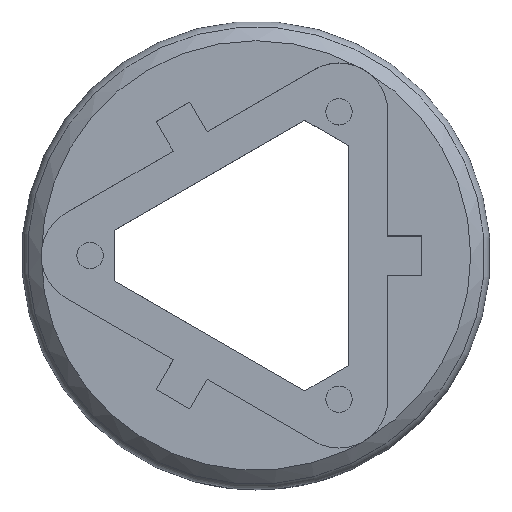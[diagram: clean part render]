
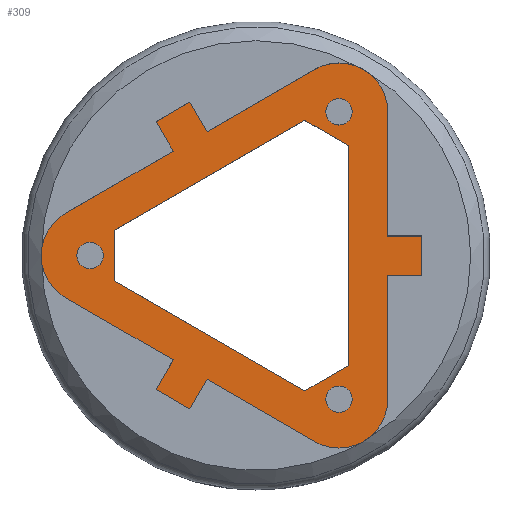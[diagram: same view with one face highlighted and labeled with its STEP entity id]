
A CAD part, top view. The second image highlights one B-rep face of the part: STEP entity #309.
In plain terms, the highlighted planar face has unit normal (0, 0, 1).
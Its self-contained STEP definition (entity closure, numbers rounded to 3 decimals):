
#309=ADVANCED_FACE('',(#1213,#1215,#1217,#1219,#1221),#1223,.F.);
#1213=FACE_BOUND('',#1214,.T.);
#1214=EDGE_LOOP('',(#1810,#1811,#1812,#1813,#1814,#1815,#1816,#1817,#1818,#1819,
#1820,#1821,#1822,#1823,#1824,#1825,#1826,#1827));
#1215=FACE_BOUND('',#1216,.T.);
#1216=EDGE_LOOP('',(#1828,#1829,#1830,#1831,#1832,#1833));
#1217=FACE_BOUND('',#1218,.T.);
#1218=EDGE_LOOP('',(#1834));
#1219=FACE_BOUND('',#1220,.T.);
#1220=EDGE_LOOP('',(#1835));
#1221=FACE_BOUND('',#1222,.T.);
#1222=EDGE_LOOP('',(#1836));
#1223=PLANE('',#1224);
#1224=AXIS2_PLACEMENT_3D('',#1225,#1226,#1227);
#1225=CARTESIAN_POINT('',(0.,0.,-4.));
#1226=DIRECTION('',(0.,0.,-1.));
#1227=DIRECTION('',(0.,1.,0.));
#1810=ORIENTED_EDGE('',*,*,#2123,.T.);
#1811=ORIENTED_EDGE('',*,*,#2124,.T.);
#1812=ORIENTED_EDGE('',*,*,#2125,.T.);
#1813=ORIENTED_EDGE('',*,*,#2126,.T.);
#1814=ORIENTED_EDGE('',*,*,#2127,.T.);
#1815=ORIENTED_EDGE('',*,*,#2128,.T.);
#1816=ORIENTED_EDGE('',*,*,#2129,.T.);
#1817=ORIENTED_EDGE('',*,*,#2130,.T.);
#1818=ORIENTED_EDGE('',*,*,#2131,.T.);
#1819=ORIENTED_EDGE('',*,*,#2132,.T.);
#1820=ORIENTED_EDGE('',*,*,#2133,.T.);
#1821=ORIENTED_EDGE('',*,*,#2134,.T.);
#1822=ORIENTED_EDGE('',*,*,#2135,.T.);
#1823=ORIENTED_EDGE('',*,*,#2136,.T.);
#1824=ORIENTED_EDGE('',*,*,#2137,.T.);
#1825=ORIENTED_EDGE('',*,*,#2138,.T.);
#1826=ORIENTED_EDGE('',*,*,#2139,.T.);
#1827=ORIENTED_EDGE('',*,*,#2140,.T.);
#1828=ORIENTED_EDGE('',*,*,#2141,.T.);
#1829=ORIENTED_EDGE('',*,*,#2142,.T.);
#1830=ORIENTED_EDGE('',*,*,#2075,.T.);
#1831=ORIENTED_EDGE('',*,*,#2073,.T.);
#1832=ORIENTED_EDGE('',*,*,#2071,.T.);
#1833=ORIENTED_EDGE('',*,*,#2067,.T.);
#1834=ORIENTED_EDGE('',*,*,#2143,.T.);
#1835=ORIENTED_EDGE('',*,*,#2144,.T.);
#1836=ORIENTED_EDGE('',*,*,#2145,.T.);
#2067=EDGE_CURVE('',#2276,#2277,#2278,.T.);
#2071=EDGE_CURVE('',#2283,#2276,#2284,.T.);
#2073=EDGE_CURVE('',#2286,#2283,#2287,.T.);
#2075=EDGE_CURVE('',#2289,#2286,#2290,.T.);
#2123=EDGE_CURVE('',#2370,#2371,#2372,.T.);
#2124=EDGE_CURVE('',#2371,#2373,#2374,.T.);
#2125=EDGE_CURVE('',#2373,#2375,#2376,.T.);
#2126=EDGE_CURVE('',#2375,#2377,#2378,.T.);
#2127=EDGE_CURVE('',#2377,#2379,#2380,.T.);
#2128=EDGE_CURVE('',#2379,#2381,#2382,.T.);
#2129=EDGE_CURVE('',#2381,#2383,#2384,.T.);
#2130=EDGE_CURVE('',#2383,#2385,#2386,.T.);
#2131=EDGE_CURVE('',#2385,#2387,#2388,.T.);
#2132=EDGE_CURVE('',#2387,#2389,#2390,.T.);
#2133=EDGE_CURVE('',#2389,#2391,#2392,.T.);
#2134=EDGE_CURVE('',#2391,#2393,#2394,.T.);
#2135=EDGE_CURVE('',#2393,#2395,#2396,.T.);
#2136=EDGE_CURVE('',#2395,#2397,#2398,.T.);
#2137=EDGE_CURVE('',#2397,#2399,#2400,.T.);
#2138=EDGE_CURVE('',#2399,#2401,#2402,.T.);
#2139=EDGE_CURVE('',#2401,#2403,#2404,.T.);
#2140=EDGE_CURVE('',#2403,#2370,#2405,.T.);
#2141=EDGE_CURVE('',#2277,#2406,#2407,.T.);
#2142=EDGE_CURVE('',#2406,#2289,#2408,.T.);
#2143=EDGE_CURVE('',#2409,#2409,#2410,.F.);
#2144=EDGE_CURVE('',#2411,#2411,#2412,.F.);
#2145=EDGE_CURVE('',#2413,#2413,#2414,.F.);
#2276=VERTEX_POINT('',#2722);
#2277=VERTEX_POINT('',#2723);
#2278=LINE('',#2724,#2725);
#2283=VERTEX_POINT('',#2737);
#2284=LINE('',#2738,#2739);
#2286=VERTEX_POINT('',#2744);
#2287=LINE('',#2745,#2746);
#2289=VERTEX_POINT('',#2751);
#2290=LINE('',#2752,#2753);
#2370=VERTEX_POINT('',#3059);
#2371=VERTEX_POINT('',#3060);
#2372=LINE('',#3061,#3062);
#2373=VERTEX_POINT('',#3064);
#2374=LINE('',#3065,#3066);
#2375=VERTEX_POINT('',#3068);
#2376=LINE('',#3069,#3070);
#2377=VERTEX_POINT('',#3072);
#2378=CIRCLE('',#3073,5.);
#2379=VERTEX_POINT('',#3077);
#2380=LINE('',#3078,#3079);
#2381=VERTEX_POINT('',#3081);
#2382=LINE('',#3082,#3083);
#2383=VERTEX_POINT('',#3085);
#2384=LINE('',#3086,#3087);
#2385=VERTEX_POINT('',#3089);
#2386=LINE('',#3090,#3091);
#2387=VERTEX_POINT('',#3093);
#2388=LINE('',#3094,#3095);
#2389=VERTEX_POINT('',#3097);
#2390=CIRCLE('',#3098,5.);
#2391=VERTEX_POINT('',#3102);
#2392=LINE('',#3103,#3104);
#2393=VERTEX_POINT('',#3106);
#2394=LINE('',#3107,#3108);
#2395=VERTEX_POINT('',#3110);
#2396=LINE('',#3111,#3112);
#2397=VERTEX_POINT('',#3114);
#2398=LINE('',#3115,#3116);
#2399=VERTEX_POINT('',#3118);
#2400=LINE('',#3119,#3120);
#2401=VERTEX_POINT('',#3122);
#2402=CIRCLE('',#3123,5.);
#2403=VERTEX_POINT('',#3127);
#2404=LINE('',#3128,#3129);
#2405=LINE('',#3131,#3132);
#2406=VERTEX_POINT('',#3134);
#2407=LINE('',#3135,#3136);
#2408=LINE('',#3138,#3139);
#2409=VERTEX_POINT('',#3141);
#2410=CIRCLE('',#3142,1.35);
#2411=VERTEX_POINT('',#3146);
#2412=CIRCLE('',#3147,1.35);
#2413=VERTEX_POINT('',#3151);
#2414=CIRCLE('',#3152,1.35);
#2722=CARTESIAN_POINT('',(5.,13.856,-4.));
#2723=CARTESIAN_POINT('',(9.5,11.258,-4.));
#2724=CARTESIAN_POINT('',(5.,13.856,-4.));
#2725=VECTOR('',#2726,1.);
#2726=DIRECTION('',(0.866,-0.5,0.));
#2737=CARTESIAN_POINT('',(-14.5,2.598,-4.));
#2738=CARTESIAN_POINT('',(-14.5,2.598,-4.));
#2739=VECTOR('',#2740,1.);
#2740=DIRECTION('',(0.866,0.5,0.));
#2744=CARTESIAN_POINT('',(-14.5,-2.598,-4.));
#2745=CARTESIAN_POINT('',(-14.5,-2.598,-4.));
#2746=VECTOR('',#2747,1.);
#2747=DIRECTION('',(0.,1.,0.));
#2751=CARTESIAN_POINT('',(5.,-13.856,-4.));
#2752=CARTESIAN_POINT('',(5.,-13.856,-4.));
#2753=VECTOR('',#2754,1.);
#2754=DIRECTION('',(-0.866,0.5,0.));
#3059=CARTESIAN_POINT('',(17.,-2.,-4.));
#3060=CARTESIAN_POINT('',(17.,2.,-4.));
#3061=CARTESIAN_POINT('',(17.,-2.,-4.));
#3062=VECTOR('',#3063,1.);
#3063=DIRECTION('',(0.,1.,0.));
#3064=CARTESIAN_POINT('',(13.5,2.,-4.));
#3065=CARTESIAN_POINT('',(17.,2.,-4.));
#3066=VECTOR('',#3067,1.);
#3067=DIRECTION('',(-1.,0.,0.));
#3068=CARTESIAN_POINT('',(13.5,14.722,-4.));
#3069=CARTESIAN_POINT('',(13.5,2.,-4.));
#3070=VECTOR('',#3071,1.);
#3071=DIRECTION('',(0.,1.,0.));
#3072=CARTESIAN_POINT('',(6.,19.053,-4.));
#3073=AXIS2_PLACEMENT_3D('',#3074,#3075,#3076);
#3074=CARTESIAN_POINT('',(8.5,14.722,-4.));
#3075=DIRECTION('',(0.,0.,1.));
#3076=DIRECTION('',(1.,0.,0.));
#3077=CARTESIAN_POINT('',(-5.018,12.691,-4.));
#3078=CARTESIAN_POINT('',(6.,19.053,-4.));
#3079=VECTOR('',#3080,1.);
#3080=DIRECTION('',(-0.866,-0.5,0.));
#3081=CARTESIAN_POINT('',(-6.768,15.722,-4.));
#3082=CARTESIAN_POINT('',(-5.018,12.691,-4.));
#3083=VECTOR('',#3084,1.);
#3084=DIRECTION('',(-0.5,0.866,0.));
#3085=CARTESIAN_POINT('',(-10.232,13.722,-4.));
#3086=CARTESIAN_POINT('',(-6.768,15.722,-4.));
#3087=VECTOR('',#3088,1.);
#3088=DIRECTION('',(-0.866,-0.5,0.));
#3089=CARTESIAN_POINT('',(-8.482,10.691,-4.));
#3090=CARTESIAN_POINT('',(-10.232,13.722,-4.));
#3091=VECTOR('',#3092,1.);
#3092=DIRECTION('',(0.5,-0.866,0.));
#3093=CARTESIAN_POINT('',(-19.5,4.33,-4.));
#3094=CARTESIAN_POINT('',(-8.482,10.691,-4.));
#3095=VECTOR('',#3096,1.);
#3096=DIRECTION('',(-0.866,-0.5,0.));
#3097=CARTESIAN_POINT('',(-19.5,-4.33,-4.));
#3098=AXIS2_PLACEMENT_3D('',#3099,#3100,#3101);
#3099=CARTESIAN_POINT('',(-17.,0.,-4.));
#3100=DIRECTION('',(0.,0.,1.));
#3101=DIRECTION('',(-0.5,0.866,0.));
#3102=CARTESIAN_POINT('',(-8.482,-10.691,-4.));
#3103=CARTESIAN_POINT('',(-19.5,-4.33,-4.));
#3104=VECTOR('',#3105,1.);
#3105=DIRECTION('',(0.866,-0.5,0.));
#3106=CARTESIAN_POINT('',(-10.232,-13.722,-4.));
#3107=CARTESIAN_POINT('',(-8.482,-10.691,-4.));
#3108=VECTOR('',#3109,1.);
#3109=DIRECTION('',(-0.5,-0.866,0.));
#3110=CARTESIAN_POINT('',(-6.768,-15.722,-4.));
#3111=CARTESIAN_POINT('',(-10.232,-13.722,-4.));
#3112=VECTOR('',#3113,1.);
#3113=DIRECTION('',(0.866,-0.5,0.));
#3114=CARTESIAN_POINT('',(-5.018,-12.691,-4.));
#3115=CARTESIAN_POINT('',(-6.768,-15.722,-4.));
#3116=VECTOR('',#3117,1.);
#3117=DIRECTION('',(0.5,0.866,0.));
#3118=CARTESIAN_POINT('',(6.,-19.053,-4.));
#3119=CARTESIAN_POINT('',(-5.018,-12.691,-4.));
#3120=VECTOR('',#3121,1.);
#3121=DIRECTION('',(0.866,-0.5,0.));
#3122=CARTESIAN_POINT('',(13.5,-14.722,-4.));
#3123=AXIS2_PLACEMENT_3D('',#3124,#3125,#3126);
#3124=CARTESIAN_POINT('',(8.5,-14.722,-4.));
#3125=DIRECTION('',(0.,0.,1.));
#3126=DIRECTION('',(-0.5,-0.866,0.));
#3127=CARTESIAN_POINT('',(13.5,-2.,-4.));
#3128=CARTESIAN_POINT('',(13.5,-14.722,-4.));
#3129=VECTOR('',#3130,1.);
#3130=DIRECTION('',(0.,1.,0.));
#3131=CARTESIAN_POINT('',(13.5,-2.,-4.));
#3132=VECTOR('',#3133,1.);
#3133=DIRECTION('',(1.,0.,0.));
#3134=CARTESIAN_POINT('',(9.5,-11.258,-4.));
#3135=CARTESIAN_POINT('',(9.5,11.258,-4.));
#3136=VECTOR('',#3137,1.);
#3137=DIRECTION('',(0.,-1.,0.));
#3138=CARTESIAN_POINT('',(9.5,-11.258,-4.));
#3139=VECTOR('',#3140,1.);
#3140=DIRECTION('',(-0.866,-0.5,0.));
#3141=CARTESIAN_POINT('',(7.15,14.722,-4.));
#3142=AXIS2_PLACEMENT_3D('',#3143,#3144,#3145);
#3143=CARTESIAN_POINT('',(8.5,14.722,-4.));
#3144=DIRECTION('',(0.,0.,1.));
#3145=DIRECTION('',(-1.,0.,0.));
#3146=CARTESIAN_POINT('',(7.15,-14.722,-4.));
#3147=AXIS2_PLACEMENT_3D('',#3148,#3149,#3150);
#3148=CARTESIAN_POINT('',(8.5,-14.722,-4.));
#3149=DIRECTION('',(0.,0.,1.));
#3150=DIRECTION('',(-1.,0.,0.));
#3151=CARTESIAN_POINT('',(-18.35,0.,-4.));
#3152=AXIS2_PLACEMENT_3D('',#3153,#3154,#3155);
#3153=CARTESIAN_POINT('',(-17.,0.,-4.));
#3154=DIRECTION('',(0.,0.,1.));
#3155=DIRECTION('',(-1.,0.,0.));
